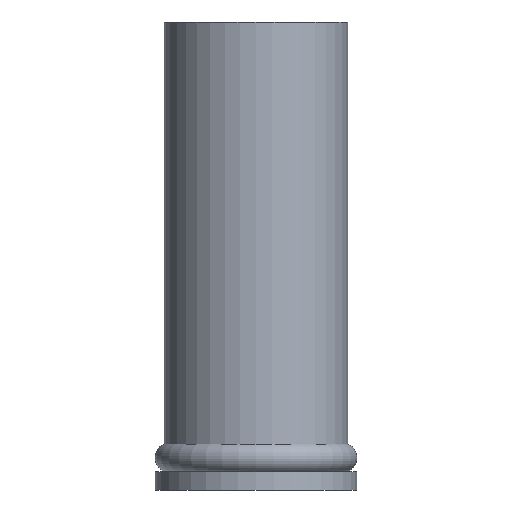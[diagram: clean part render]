
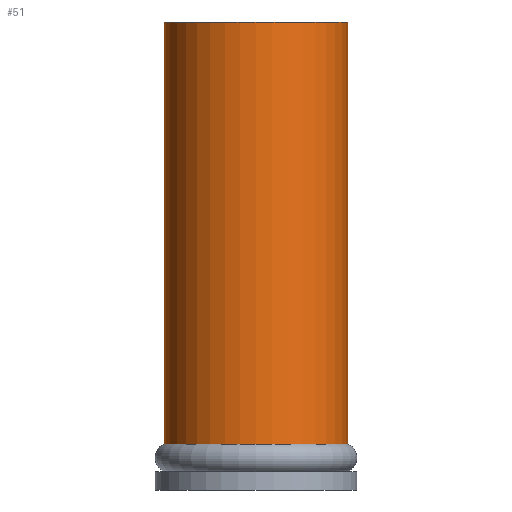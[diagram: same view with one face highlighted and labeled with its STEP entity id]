
A CAD part, front view. The second image highlights one B-rep face of the part: STEP entity #51.
In plain terms, the highlighted cylindrical face has radius 5 mm (diameter 10 mm), a full revolution.
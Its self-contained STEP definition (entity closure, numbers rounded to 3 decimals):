
#48=EDGE_CURVE('240[2]',#107,#107,#108,.T.);
#51=ADVANCED_FACE('240[2]',(#111,#112),#113,.T.);
#56=EDGE_CURVE('240[2]',#118,#118,#119,.T.);
#107=VERTEX_POINT('',#177);
#108=CIRCLE('',#178,5.);
#111=FACE_BOUND('',#182,.T.);
#112=FACE_BOUND('',#183,.T.);
#113=CYLINDRICAL_SURFACE('',#184,5.);
#118=VERTEX_POINT('',#190);
#119=CIRCLE('',#191,5.);
#177=CARTESIAN_POINT('',(0.,5.,1.5));
#178=AXIS2_PLACEMENT_3D('',#246,#247,#248);
#182=EDGE_LOOP('',(#250));
#183=EDGE_LOOP('',(#251));
#184=AXIS2_PLACEMENT_3D('',#252,#253,#254);
#190=CARTESIAN_POINT('',(0.,5.,24.5));
#191=AXIS2_PLACEMENT_3D('',#256,#257,#258);
#246=CARTESIAN_POINT('',(0.,0.,1.5));
#247=DIRECTION('',(0.,0.,-1.0));
#248=DIRECTION('',(0.,1.0,0.));
#250=ORIENTED_EDGE('',*,*,#48,.F.);
#251=ORIENTED_EDGE('',*,*,#56,.T.);
#252=CARTESIAN_POINT('',(0.,0.,13.));
#253=DIRECTION('',(0.,0.,-1.0));
#254=DIRECTION('',(0.,1.0,0.));
#256=CARTESIAN_POINT('',(0.,0.,24.5));
#257=DIRECTION('',(0.,0.,-1.0));
#258=DIRECTION('',(0.,1.0,0.));
